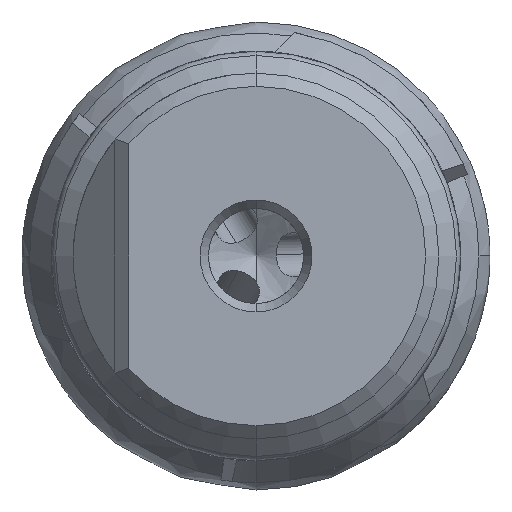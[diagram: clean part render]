
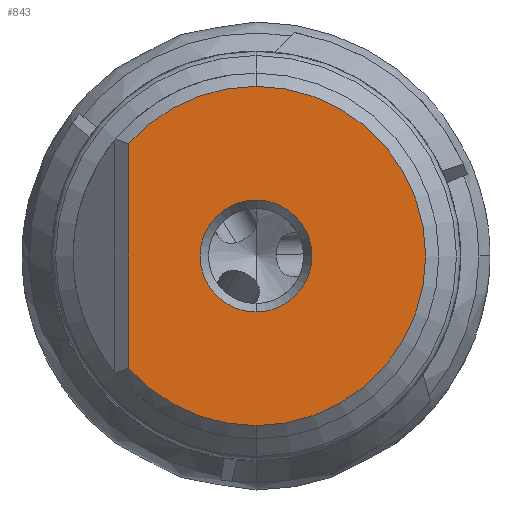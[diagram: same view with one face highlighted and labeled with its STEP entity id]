
A CAD part, left-side view. The second image highlights one B-rep face of the part: STEP entity #843.
In plain terms, the highlighted planar face has unit normal (-1, 0, 0).
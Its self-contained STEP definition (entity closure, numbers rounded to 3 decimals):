
#12 = DIRECTION ( 'NONE',  ( -1., 0., 0. ) ) ;
#159 = DIRECTION ( 'NONE',  ( 0., 0., 1. ) ) ;
#160 = PLANE ( 'NONE',  #1508 ) ;
#185 = CARTESIAN_POINT ( 'NONE',  ( -140.8, 0., 0. ) ) ;
#433 = VERTEX_POINT ( 'NONE', #1138 ) ;
#608 = VERTEX_POINT ( 'NONE', #1223 ) ;
#609 = VERTEX_POINT ( 'NONE', #1224 ) ;
#615 = VERTEX_POINT ( 'NONE', #1230 ) ;
#619 = VERTEX_POINT ( 'NONE', #1234 ) ;
#620 = VERTEX_POINT ( 'NONE', #1235 ) ;
#659 = FACE_BOUND ( 'NONE', #6288, .T. ) ;
#663 = FACE_OUTER_BOUND ( 'NONE', #6198, .T. ) ;
#843 = ADVANCED_FACE ( 'NONE', ( #663, #659 ), #160, .T. ) ;
#993 = EDGE_CURVE ( 'NONE', #608, #609, #3106, .T. ) ;
#1138 = CARTESIAN_POINT ( 'NONE',  ( -140.8, 8.7, -7.673 ) ) ;
#1223 = CARTESIAN_POINT ( 'NONE',  ( -140.8, 8.7, 7.673 ) ) ;
#1224 = CARTESIAN_POINT ( 'NONE',  ( -140.8, 0., 11.6 ) ) ;
#1230 = CARTESIAN_POINT ( 'NONE',  ( -140.8, 0., -11.6 ) ) ;
#1234 = CARTESIAN_POINT ( 'NONE',  ( -140.8, 0., 3.827 ) ) ;
#1235 = CARTESIAN_POINT ( 'NONE',  ( -140.8, 0., -3.827 ) ) ;
#1508 = AXIS2_PLACEMENT_3D ( 'NONE', #185, #12, #159 ) ;
#1649 = EDGE_CURVE ( 'NONE', #620, #619, #3159, .T. ) ;
#1650 = EDGE_CURVE ( 'NONE', #433, #608, #3164, .T. ) ;
#1651 = EDGE_CURVE ( 'NONE', #615, #433, #3165, .T. ) ;
#1899 = EDGE_CURVE ( 'NONE', #609, #615, #3232, .T. ) ;
#1922 = EDGE_CURVE ( 'NONE', #619, #620, #3239, .T. ) ;
#2079 = AXIS2_PLACEMENT_3D ( 'NONE', #5428, #5429, #5430 ) ;
#2087 = AXIS2_PLACEMENT_3D ( 'NONE', #5326, #5327, #5328 ) ;
#2099 = AXIS2_PLACEMENT_3D ( 'NONE', #5103, #5104, #5105 ) ;
#2103 = AXIS2_PLACEMENT_3D ( 'NONE', #5097, #5098, #5099 ) ;
#2133 = AXIS2_PLACEMENT_3D ( 'NONE', #4145, #4146, #4147 ) ;
#2395 = ORIENTED_EDGE ( 'NONE', *, *, #993, .F. ) ;
#2402 = ORIENTED_EDGE ( 'NONE', *, *, #1922, .T. ) ;
#2407 = ORIENTED_EDGE ( 'NONE', *, *, #1651, .F. ) ;
#2410 = ORIENTED_EDGE ( 'NONE', *, *, #1650, .F. ) ;
#2412 = ORIENTED_EDGE ( 'NONE', *, *, #1899, .F. ) ;
#2418 = ORIENTED_EDGE ( 'NONE', *, *, #1649, .T. ) ;
#3106 = CIRCLE ( 'NONE', #2133, 11.6 ) ;
#3159 = CIRCLE ( 'NONE', #2103, 3.827 ) ;
#3164 = LINE ( 'NONE', #5096, #3167 ) ;
#3165 = CIRCLE ( 'NONE', #2099, 11.6 ) ;
#3167 = VECTOR ( 'NONE', #5083, 1000. ) ;
#3232 = CIRCLE ( 'NONE', #2087, 11.6 ) ;
#3239 = CIRCLE ( 'NONE', #2079, 3.827 ) ;
#4145 = CARTESIAN_POINT ( 'NONE',  ( -140.8, 0., 0. ) ) ;
#4146 = DIRECTION ( 'NONE',  ( 1., 0., 0. ) ) ;
#4147 = DIRECTION ( 'NONE',  ( 0., 0., -1. ) ) ;
#5083 = DIRECTION ( 'NONE',  ( 0., 0., 1. ) ) ;
#5096 = CARTESIAN_POINT ( 'NONE',  ( -140.8, 8.7, 0. ) ) ;
#5097 = CARTESIAN_POINT ( 'NONE',  ( -140.8, 0., 0. ) ) ;
#5098 = DIRECTION ( 'NONE',  ( 1., 0., 0. ) ) ;
#5099 = DIRECTION ( 'NONE',  ( 0., 0., -1. ) ) ;
#5103 = CARTESIAN_POINT ( 'NONE',  ( -140.8, 0., 0. ) ) ;
#5104 = DIRECTION ( 'NONE',  ( 1., 0., 0. ) ) ;
#5105 = DIRECTION ( 'NONE',  ( 0., 0., -1. ) ) ;
#5326 = CARTESIAN_POINT ( 'NONE',  ( -140.8, 0., 0. ) ) ;
#5327 = DIRECTION ( 'NONE',  ( 1., 0., 0. ) ) ;
#5328 = DIRECTION ( 'NONE',  ( 0., 0., -1. ) ) ;
#5428 = CARTESIAN_POINT ( 'NONE',  ( -140.8, 0., 0. ) ) ;
#5429 = DIRECTION ( 'NONE',  ( 1., 0., 0. ) ) ;
#5430 = DIRECTION ( 'NONE',  ( 0., 0., -1. ) ) ;
#6198 = EDGE_LOOP ( 'NONE', ( #2410, #2407, #2412, #2395 ) ) ;
#6288 = EDGE_LOOP ( 'NONE', ( #2402, #2418 ) ) ;
